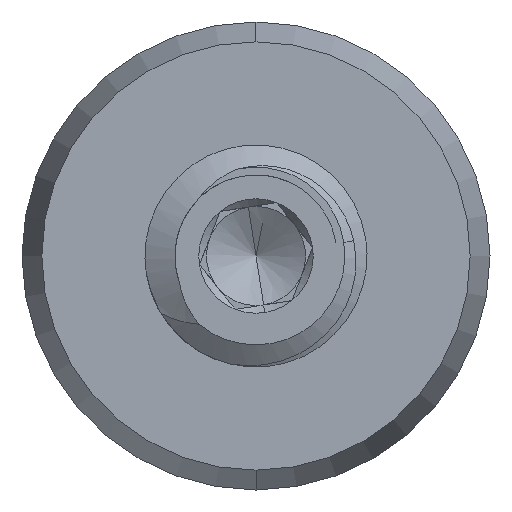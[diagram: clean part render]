
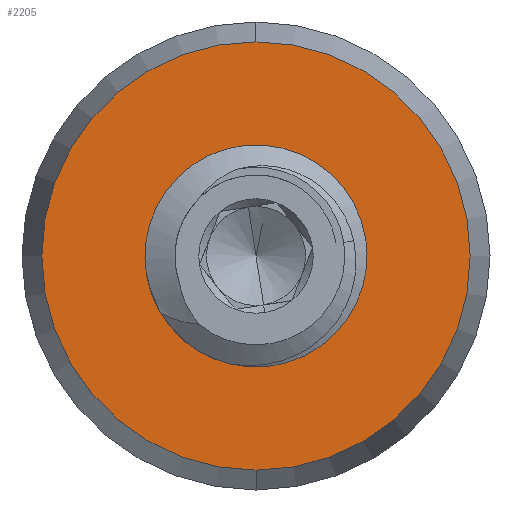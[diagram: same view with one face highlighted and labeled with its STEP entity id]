
A CAD part, front view. The second image highlights one B-rep face of the part: STEP entity #2205.
In plain terms, the highlighted planar face has unit normal (0, -1, 0).
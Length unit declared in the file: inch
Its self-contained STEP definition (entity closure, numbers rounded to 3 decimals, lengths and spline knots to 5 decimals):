
#156 = EDGE_LOOP ( 'NONE', ( #5849, #3909 ) ) ;
#272 = ORIENTED_EDGE ( 'NONE', *, *, #6157, .F. ) ;
#339 = DIRECTION ( 'NONE',  ( 0., 1., 0. ) ) ;
#539 = FACE_OUTER_BOUND ( 'NONE', #1187, .T. ) ;
#589 = AXIS2_PLACEMENT_3D ( 'NONE', #944, #339, #7879 ) ;
#944 = CARTESIAN_POINT ( 'NONE',  ( -0.04197, -0.90213, -0.04435 ) ) ;
#954 = CARTESIAN_POINT ( 'NONE',  ( -0.04197, -0.90213, -0.04435 ) ) ;
#1187 = EDGE_LOOP ( 'NONE', ( #272, #5103 ) ) ;
#1381 = DIRECTION ( 'NONE',  ( 0., 1., 0. ) ) ;
#1484 = VERTEX_POINT ( 'NONE', #6182 ) ;
#1637 = DIRECTION ( 'NONE',  ( 0., 0., 1. ) ) ;
#1725 = EDGE_CURVE ( 'NONE', #7311, #3370, #6962, .T. ) ;
#2155 = CARTESIAN_POINT ( 'NONE',  ( -0.04197, -0.90213, -0.15235 ) ) ;
#2205 = ADVANCED_FACE ( 'NONE', ( #3101, #539 ), #2553, .F. ) ;
#2358 = AXIS2_PLACEMENT_3D ( 'NONE', #2514, #4421, #5762 ) ;
#2514 = CARTESIAN_POINT ( 'NONE',  ( -0.04197, -0.90213, -0.04435 ) ) ;
#2553 = PLANE ( 'NONE',  #3400 ) ;
#2568 = VERTEX_POINT ( 'NONE', #5220 ) ;
#2741 = CIRCLE ( 'NONE', #589, 0.108 ) ;
#3101 = FACE_BOUND ( 'NONE', #156, .T. ) ;
#3273 = CARTESIAN_POINT ( 'NONE',  ( 0.06603, -0.90213, -0.04435 ) ) ;
#3370 = VERTEX_POINT ( 'NONE', #7583 ) ;
#3400 = AXIS2_PLACEMENT_3D ( 'NONE', #3273, #1381, #5940 ) ;
#3909 = ORIENTED_EDGE ( 'NONE', *, *, #5845, .T. ) ;
#4421 = DIRECTION ( 'NONE',  ( 0., 1., 0. ) ) ;
#5103 = ORIENTED_EDGE ( 'NONE', *, *, #1725, .F. ) ;
#5220 = CARTESIAN_POINT ( 'NONE',  ( -0.04197, -0.90213, -0.09885 ) ) ;
#5269 = AXIS2_PLACEMENT_3D ( 'NONE', #7480, #6175, #6783 ) ;
#5278 = CIRCLE ( 'NONE', #6080, 0.0545 ) ;
#5762 = DIRECTION ( 'NONE',  ( 0., 0., 1. ) ) ;
#5845 = EDGE_CURVE ( 'NONE', #1484, #2568, #5278, .T. ) ;
#5849 = ORIENTED_EDGE ( 'NONE', *, *, #6916, .T. ) ;
#5940 = DIRECTION ( 'NONE',  ( 0., 0., 1. ) ) ;
#6080 = AXIS2_PLACEMENT_3D ( 'NONE', #954, #7330, #1637 ) ;
#6157 = EDGE_CURVE ( 'NONE', #3370, #7311, #2741, .T. ) ;
#6175 = DIRECTION ( 'NONE',  ( 0., 1., 0. ) ) ;
#6182 = CARTESIAN_POINT ( 'NONE',  ( -0.04197, -0.90213, 0.01015 ) ) ;
#6353 = CIRCLE ( 'NONE', #2358, 0.0545 ) ;
#6783 = DIRECTION ( 'NONE',  ( 0., 0., 1. ) ) ;
#6916 = EDGE_CURVE ( 'NONE', #2568, #1484, #6353, .T. ) ;
#6962 = CIRCLE ( 'NONE', #5269, 0.108 ) ;
#7311 = VERTEX_POINT ( 'NONE', #2155 ) ;
#7330 = DIRECTION ( 'NONE',  ( 0., 1., 0. ) ) ;
#7480 = CARTESIAN_POINT ( 'NONE',  ( -0.04197, -0.90213, -0.04435 ) ) ;
#7583 = CARTESIAN_POINT ( 'NONE',  ( -0.04197, -0.90213, 0.06365 ) ) ;
#7879 = DIRECTION ( 'NONE',  ( 0., 0., 1. ) ) ;
